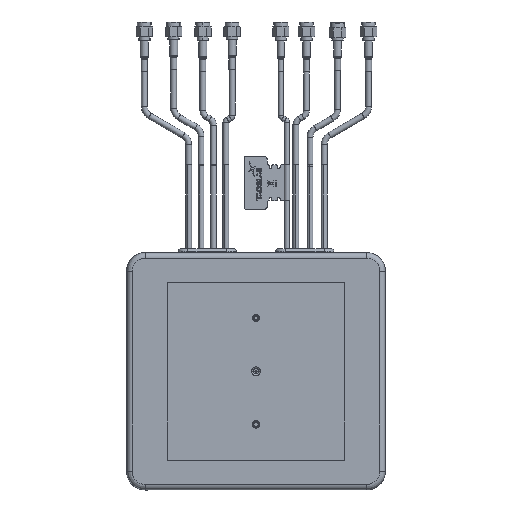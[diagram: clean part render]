
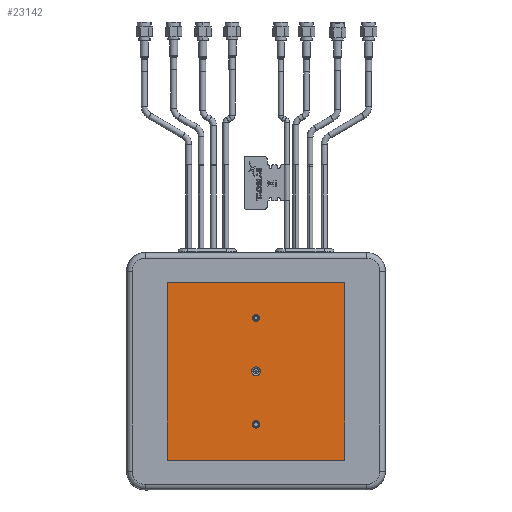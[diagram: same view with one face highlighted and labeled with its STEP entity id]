
A CAD part, front view. The second image highlights one B-rep face of the part: STEP entity #23142.
In plain terms, the highlighted planar face has unit normal (0, -1, 0).
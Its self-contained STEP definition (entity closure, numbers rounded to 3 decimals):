
#224 = VERTEX_POINT ( 'NONE', #7294 ) ;
#491 = EDGE_CURVE ( 'NONE', #63496, #26756, #45880, .T. ) ;
#754 = DIRECTION ( 'NONE',  ( 1., 0., 0. ) ) ;
#1116 = CARTESIAN_POINT ( 'NONE',  ( -2.679, -11.132, 176.048 ) ) ;
#2091 = ORIENTED_EDGE ( 'NONE', *, *, #3695, .F. ) ;
#3196 = CARTESIAN_POINT ( 'NONE',  ( -2.679, -11.132, 116.048 ) ) ;
#3695 = EDGE_CURVE ( 'NONE', #32736, #8161, #38025, .T. ) ;
#7294 = CARTESIAN_POINT ( 'NONE',  ( -0.579, -11.132, 116.048 ) ) ;
#7495 = DIRECTION ( 'NONE',  ( 0., -1., 0. ) ) ;
#8161 = VERTEX_POINT ( 'NONE', #11490 ) ;
#8339 = CARTESIAN_POINT ( 'NONE',  ( -0.579, -11.132, 176.048 ) ) ;
#8550 = EDGE_LOOP ( 'NONE', ( #2091, #36377 ) ) ;
#9317 = DIRECTION ( 'NONE',  ( 1., 0., 0. ) ) ;
#9964 = EDGE_CURVE ( 'NONE', #27416, #66981, #45536, .T. ) ;
#10394 = DIRECTION ( 'NONE',  ( 0., -1., 0. ) ) ;
#11490 = CARTESIAN_POINT ( 'NONE',  ( -5.179, -11.132, 146.048 ) ) ;
#12983 = VERTEX_POINT ( 'NONE', #33057 ) ;
#14425 = DIRECTION ( 'NONE',  ( 0., -1., 0. ) ) ;
#14814 = EDGE_CURVE ( 'NONE', #66981, #12983, #58798, .T. ) ;
#16756 = ORIENTED_EDGE ( 'NONE', *, *, #61785, .F. ) ;
#17150 = CARTESIAN_POINT ( 'NONE',  ( -52.879, -11.132, 196.248 ) ) ;
#17176 = VECTOR ( 'NONE', #24244, 1000. ) ;
#17385 = FACE_BOUND ( 'NONE', #8550, .T. ) ;
#17441 = VERTEX_POINT ( 'NONE', #21931 ) ;
#19674 = EDGE_LOOP ( 'NONE', ( #29039, #42531 ) ) ;
#20677 = AXIS2_PLACEMENT_3D ( 'NONE', #1116, #29121, #40234 ) ;
#21121 = DIRECTION ( 'NONE',  ( 0., -1., 0. ) ) ;
#21728 = EDGE_CURVE ( 'NONE', #12983, #17441, #56620, .T. ) ;
#21931 = CARTESIAN_POINT ( 'NONE',  ( -52.879, -11.132, 196.248 ) ) ;
#23142 = ADVANCED_FACE ( 'NONE', ( #17385, #28218, #63531, #62805 ), #23756, .T. ) ;
#23202 = CARTESIAN_POINT ( 'NONE',  ( -52.879, -11.132, 95.848 ) ) ;
#23756 = PLANE ( 'NONE',  #53552 ) ;
#23918 = CARTESIAN_POINT ( 'NONE',  ( -52.879, -11.132, 196.248 ) ) ;
#24244 = DIRECTION ( 'NONE',  ( 0., 0., -1. ) ) ;
#24263 = EDGE_CURVE ( 'NONE', #8161, #32736, #62018, .T. ) ;
#26429 = CARTESIAN_POINT ( 'NONE',  ( -0.179, -11.132, 146.048 ) ) ;
#26756 = VERTEX_POINT ( 'NONE', #8339 ) ;
#27416 = VERTEX_POINT ( 'NONE', #50596 ) ;
#28218 = FACE_BOUND ( 'NONE', #19674, .T. ) ;
#28457 = VERTEX_POINT ( 'NONE', #58281 ) ;
#29039 = ORIENTED_EDGE ( 'NONE', *, *, #59276, .F. ) ;
#29121 = DIRECTION ( 'NONE',  ( 0., -1., 0. ) ) ;
#29443 = CARTESIAN_POINT ( 'NONE',  ( 47.521, -11.132, 196.248 ) ) ;
#29770 = VECTOR ( 'NONE', #63267, 1000. ) ;
#29821 = LINE ( 'NONE', #17150, #17176 ) ;
#31001 = DIRECTION ( 'NONE',  ( 1., 0., 0. ) ) ;
#31719 = CIRCLE ( 'NONE', #53100, 2.1 ) ;
#32736 = VERTEX_POINT ( 'NONE', #26429 ) ;
#33057 = CARTESIAN_POINT ( 'NONE',  ( 47.521, -11.132, 196.248 ) ) ;
#36377 = ORIENTED_EDGE ( 'NONE', *, *, #24263, .F. ) ;
#37479 = EDGE_CURVE ( 'NONE', #17441, #27416, #29821, .T. ) ;
#38025 = CIRCLE ( 'NONE', #40380, 2.5 ) ;
#38238 = AXIS2_PLACEMENT_3D ( 'NONE', #72193, #43944, #61022 ) ;
#38433 = CIRCLE ( 'NONE', #20677, 2.1 ) ;
#40234 = DIRECTION ( 'NONE',  ( 1., 0., 0. ) ) ;
#40380 = AXIS2_PLACEMENT_3D ( 'NONE', #66691, #10394, #9317 ) ;
#42531 = ORIENTED_EDGE ( 'NONE', *, *, #491, .F. ) ;
#43821 = DIRECTION ( 'NONE',  ( 1., 0., 0. ) ) ;
#43944 = DIRECTION ( 'NONE',  ( 0., -1., 0. ) ) ;
#43956 = ORIENTED_EDGE ( 'NONE', *, *, #54376, .F. ) ;
#44660 = VECTOR ( 'NONE', #754, 1000. ) ;
#45536 = LINE ( 'NONE', #23202, #44660 ) ;
#45880 = CIRCLE ( 'NONE', #56589, 2.1 ) ;
#46572 = DIRECTION ( 'NONE',  ( -1., 0., 0. ) ) ;
#47184 = ORIENTED_EDGE ( 'NONE', *, *, #9964, .T. ) ;
#49321 = CIRCLE ( 'NONE', #60035, 2.1 ) ;
#50596 = CARTESIAN_POINT ( 'NONE',  ( -52.879, -11.132, 95.848 ) ) ;
#50940 = CARTESIAN_POINT ( 'NONE',  ( -2.679, -11.132, 146.048 ) ) ;
#53100 = AXIS2_PLACEMENT_3D ( 'NONE', #3196, #14425, #66188 ) ;
#53552 = AXIS2_PLACEMENT_3D ( 'NONE', #50940, #57219, #69125 ) ;
#54376 = EDGE_CURVE ( 'NONE', #28457, #224, #31719, .T. ) ;
#56589 = AXIS2_PLACEMENT_3D ( 'NONE', #58893, #7495, #31001 ) ;
#56620 = LINE ( 'NONE', #23918, #73689 ) ;
#56954 = ORIENTED_EDGE ( 'NONE', *, *, #14814, .T. ) ;
#57219 = DIRECTION ( 'NONE',  ( 0., -1., 0. ) ) ;
#58281 = CARTESIAN_POINT ( 'NONE',  ( -4.779, -11.132, 116.048 ) ) ;
#58798 = LINE ( 'NONE', #29443, #29770 ) ;
#58893 = CARTESIAN_POINT ( 'NONE',  ( -2.679, -11.132, 176.048 ) ) ;
#59276 = EDGE_CURVE ( 'NONE', #26756, #63496, #38433, .T. ) ;
#60035 = AXIS2_PLACEMENT_3D ( 'NONE', #72072, #21121, #43821 ) ;
#61022 = DIRECTION ( 'NONE',  ( 1., 0., 0. ) ) ;
#61785 = EDGE_CURVE ( 'NONE', #224, #28457, #49321, .T. ) ;
#62018 = CIRCLE ( 'NONE', #38238, 2.5 ) ;
#62805 = FACE_OUTER_BOUND ( 'NONE', #65171, .T. ) ;
#63260 = CARTESIAN_POINT ( 'NONE',  ( 47.521, -11.132, 95.848 ) ) ;
#63267 = DIRECTION ( 'NONE',  ( 0., 0., 1. ) ) ;
#63496 = VERTEX_POINT ( 'NONE', #71121 ) ;
#63531 = FACE_BOUND ( 'NONE', #64787, .T. ) ;
#64787 = EDGE_LOOP ( 'NONE', ( #16756, #43956 ) ) ;
#65171 = EDGE_LOOP ( 'NONE', ( #66910, #47184, #56954, #67150 ) ) ;
#66188 = DIRECTION ( 'NONE',  ( 1., 0., 0. ) ) ;
#66691 = CARTESIAN_POINT ( 'NONE',  ( -2.679, -11.132, 146.048 ) ) ;
#66910 = ORIENTED_EDGE ( 'NONE', *, *, #37479, .T. ) ;
#66981 = VERTEX_POINT ( 'NONE', #63260 ) ;
#67150 = ORIENTED_EDGE ( 'NONE', *, *, #21728, .T. ) ;
#69125 = DIRECTION ( 'NONE',  ( 1., 0., 0. ) ) ;
#71121 = CARTESIAN_POINT ( 'NONE',  ( -4.779, -11.132, 176.048 ) ) ;
#72072 = CARTESIAN_POINT ( 'NONE',  ( -2.679, -11.132, 116.048 ) ) ;
#72193 = CARTESIAN_POINT ( 'NONE',  ( -2.679, -11.132, 146.048 ) ) ;
#73689 = VECTOR ( 'NONE', #46572, 1000. ) ;
